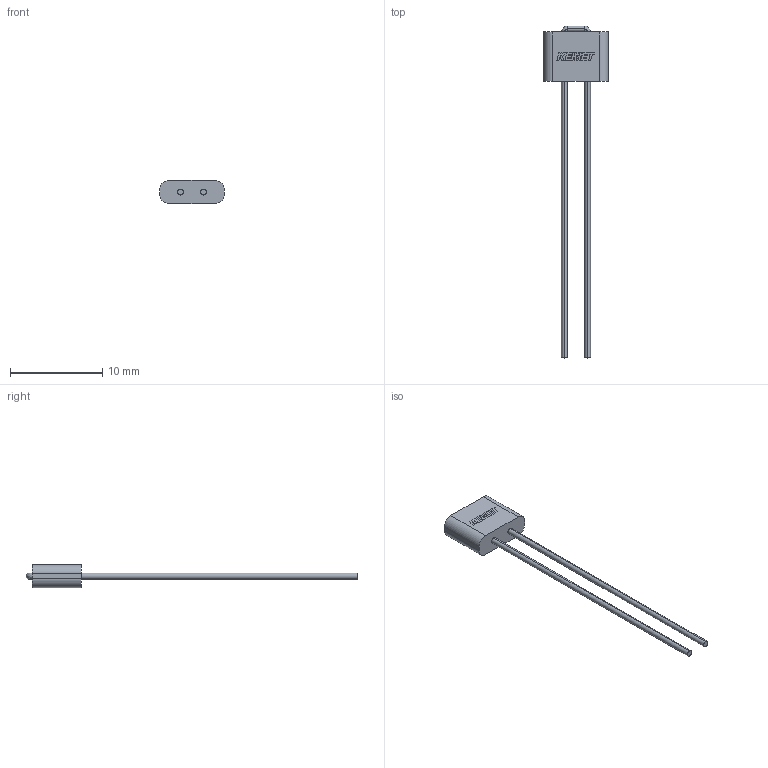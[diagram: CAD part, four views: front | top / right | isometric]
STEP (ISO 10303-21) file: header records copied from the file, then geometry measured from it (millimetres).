
FILE_DESCRIPTION (( 'STEP AP214' ), '1' );
FILE_NAME ('IL_KEM_B_D2.5L6W7S2.5LL30.STEP', '2018-03-20T16:55:43', ( '' ), ( '' ), 'SwSTEP 2.0', 'SolidWorks 2014', '' );
FILE_SCHEMA (( 'AUTOMOTIVE_DESIGN' ));
Length unit declared in the file: millimetre
Products named in the file (1): IL_KEM_B_D2.5L6W7S2.5LL30
Bounding box: 7 x 36 x 2.5 mm (x, y, z)
Volume: 109.9 mm3; surface area: 253.9 mm2
Topology: 1 solids, 1 shells, 77 faces, 204 edges, 134 vertices
Faces by surface type: plane 63, cylinder 8, bspline 6
Entity records: 2705 total; most frequent: CARTESIAN_POINT 499, ORIENTED_EDGE 408, DIRECTION 374, EDGE_CURVE 204, VECTOR 176, LINE 176, VERTEX_POINT 134, AXIS2_PLACEMENT_3D 99
